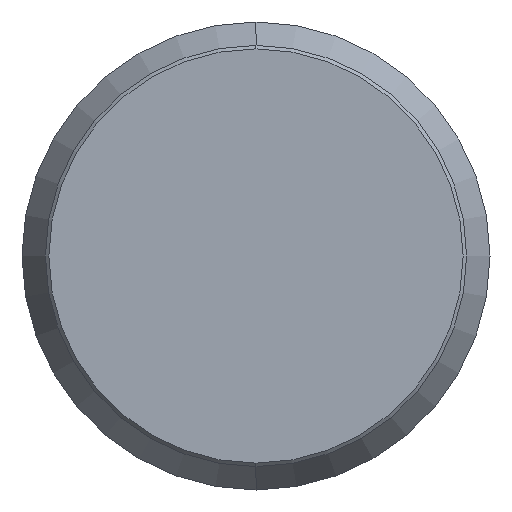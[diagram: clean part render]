
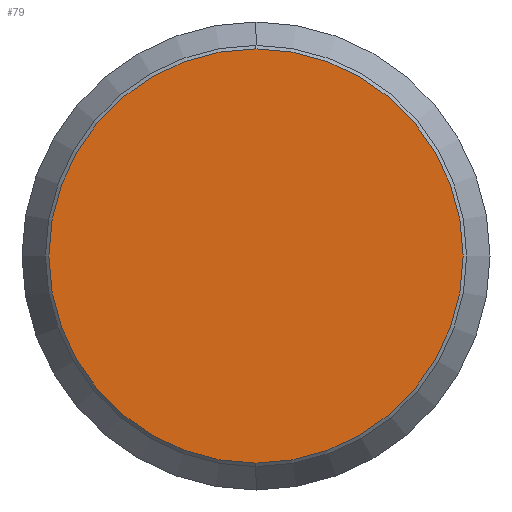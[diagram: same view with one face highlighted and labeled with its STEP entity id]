
A CAD part, left-side view. The second image highlights one B-rep face of the part: STEP entity #79.
In plain terms, the highlighted planar face has unit normal (-1, 0, 0).
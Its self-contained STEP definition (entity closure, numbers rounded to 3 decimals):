
#7 = ORIENTED_EDGE ( 'NONE', *, *, #264, .T. ) ;
#13 = CARTESIAN_POINT ( 'NONE',  ( 0., 0., -17.7 ) ) ;
#16 = AXIS2_PLACEMENT_3D ( 'NONE', #138, #461, #304 ) ;
#30 = VERTEX_POINT ( 'NONE', #13 ) ;
#51 = ORIENTED_EDGE ( 'NONE', *, *, #422, .T. ) ;
#79 = ADVANCED_FACE ( 'NONE', ( #129 ), #441, .F. ) ;
#89 = CIRCLE ( 'NONE', #16, 17.7 ) ;
#100 = DIRECTION ( 'NONE',  ( -1., 0., 0. ) ) ;
#124 = DIRECTION ( 'NONE',  ( 0., 0., -1. ) ) ;
#129 = FACE_OUTER_BOUND ( 'NONE', #284, .T. ) ;
#138 = CARTESIAN_POINT ( 'NONE',  ( 0., 0., 0. ) ) ;
#159 = CARTESIAN_POINT ( 'NONE',  ( 0., 0., 0. ) ) ;
#198 = DIRECTION ( 'NONE',  ( 1., 0., 0. ) ) ;
#241 = CIRCLE ( 'NONE', #426, 17.7 ) ;
#264 = EDGE_CURVE ( 'NONE', #30, #318, #241, .T. ) ;
#284 = EDGE_LOOP ( 'NONE', ( #7, #51 ) ) ;
#304 = DIRECTION ( 'NONE',  ( 0., 0., 1. ) ) ;
#305 = CARTESIAN_POINT ( 'NONE',  ( 0., 0., 17.7 ) ) ;
#318 = VERTEX_POINT ( 'NONE', #305 ) ;
#339 = CARTESIAN_POINT ( 'NONE',  ( 0., 0., 0. ) ) ;
#376 = DIRECTION ( 'NONE',  ( 0., 0., 1. ) ) ;
#422 = EDGE_CURVE ( 'NONE', #318, #30, #89, .T. ) ;
#426 = AXIS2_PLACEMENT_3D ( 'NONE', #339, #100, #376 ) ;
#441 = PLANE ( 'NONE',  #488 ) ;
#461 = DIRECTION ( 'NONE',  ( -1., 0., 0. ) ) ;
#488 = AXIS2_PLACEMENT_3D ( 'NONE', #159, #198, #124 ) ;
